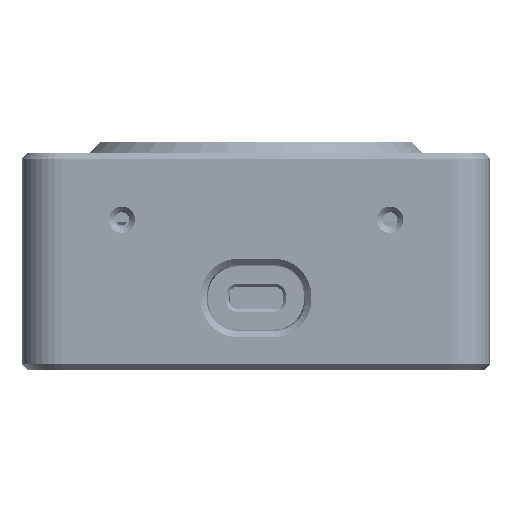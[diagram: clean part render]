
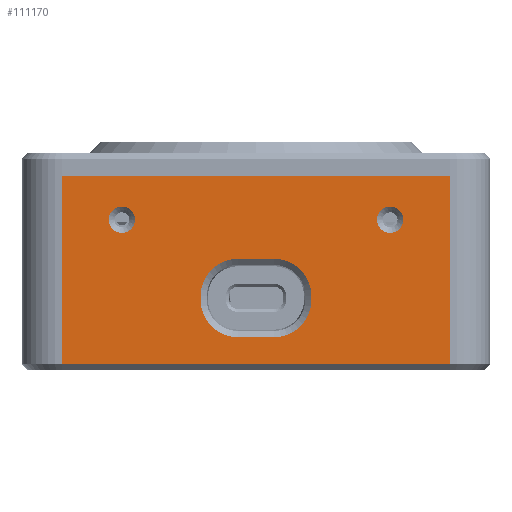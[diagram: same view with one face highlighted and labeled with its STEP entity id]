
A CAD part, front view. The second image highlights one B-rep face of the part: STEP entity #111170.
In plain terms, the highlighted planar face has unit normal (0, -1, 0).
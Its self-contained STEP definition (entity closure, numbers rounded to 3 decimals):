
#6182=FACE_BOUND('',#17247,.T.);
#6183=FACE_BOUND('',#17248,.T.);
#6184=FACE_BOUND('',#17249,.T.);
#7418=CIRCLE('',#119235,6.507);
#7419=CIRCLE('',#119238,6.507);
#7421=CIRCLE('',#119242,6.507);
#7423=CIRCLE('',#119246,6.507);
#7424=CIRCLE('',#119250,2.3);
#7425=CIRCLE('',#119251,2.3);
#10839=FACE_OUTER_BOUND('',#17246,.T.);
#17246=EDGE_LOOP('',(#77312,#77313,#77314,#77315));
#17247=EDGE_LOOP('',(#77316));
#17248=EDGE_LOOP('',(#77317));
#17249=EDGE_LOOP('',(#77318,#77319,#77320,#77321,#77322,#77323,#77324,#77325));
#25107=LINE('',#165164,#36825);
#25110=LINE('',#165173,#36828);
#25114=LINE('',#165183,#36832);
#25117=LINE('',#165192,#36835);
#25120=LINE('',#165203,#36838);
#25121=LINE('',#165205,#36839);
#25122=LINE('',#165207,#36840);
#25123=LINE('',#165208,#36841);
#36825=VECTOR('',#130816,10.);
#36828=VECTOR('',#130827,10.);
#36832=VECTOR('',#130837,10.);
#36835=VECTOR('',#130848,10.);
#36838=VECTOR('',#130863,10.);
#36839=VECTOR('',#130864,10.);
#36840=VECTOR('',#130865,10.);
#36841=VECTOR('',#130866,10.);
#48481=VERTEX_POINT('',#165157);
#48484=VERTEX_POINT('',#165162);
#48485=VERTEX_POINT('',#165166);
#48486=VERTEX_POINT('',#165171);
#48487=VERTEX_POINT('',#165175);
#48488=VERTEX_POINT('',#165179);
#48490=VERTEX_POINT('',#165185);
#48491=VERTEX_POINT('',#165190);
#48492=VERTEX_POINT('',#165201);
#48493=VERTEX_POINT('',#165202);
#48494=VERTEX_POINT('',#165204);
#48495=VERTEX_POINT('',#165206);
#48496=VERTEX_POINT('',#165209);
#48497=VERTEX_POINT('',#165211);
#59504=EDGE_CURVE('',#48484,#48481,#25107,.T.);
#59507=EDGE_CURVE('',#48481,#48485,#7418,.T.);
#59509=EDGE_CURVE('',#48485,#48486,#25110,.T.);
#59511=EDGE_CURVE('',#48486,#48487,#7419,.T.);
#59514=EDGE_CURVE('',#48487,#48488,#25114,.T.);
#59517=EDGE_CURVE('',#48488,#48490,#7421,.T.);
#59519=EDGE_CURVE('',#48490,#48491,#25117,.T.);
#59521=EDGE_CURVE('',#48491,#48484,#7423,.T.);
#59524=EDGE_CURVE('',#48492,#48493,#25120,.T.);
#59525=EDGE_CURVE('',#48492,#48494,#25121,.T.);
#59526=EDGE_CURVE('',#48495,#48494,#25122,.T.);
#59527=EDGE_CURVE('',#48495,#48493,#25123,.T.);
#59528=EDGE_CURVE('',#48496,#48496,#7424,.T.);
#59529=EDGE_CURVE('',#48497,#48497,#7425,.T.);
#77312=ORIENTED_EDGE('',*,*,#59524,.F.);
#77313=ORIENTED_EDGE('',*,*,#59525,.T.);
#77314=ORIENTED_EDGE('',*,*,#59526,.F.);
#77315=ORIENTED_EDGE('',*,*,#59527,.T.);
#77316=ORIENTED_EDGE('',*,*,#59528,.F.);
#77317=ORIENTED_EDGE('',*,*,#59529,.F.);
#77318=ORIENTED_EDGE('',*,*,#59504,.F.);
#77319=ORIENTED_EDGE('',*,*,#59521,.F.);
#77320=ORIENTED_EDGE('',*,*,#59519,.F.);
#77321=ORIENTED_EDGE('',*,*,#59517,.F.);
#77322=ORIENTED_EDGE('',*,*,#59514,.F.);
#77323=ORIENTED_EDGE('',*,*,#59511,.F.);
#77324=ORIENTED_EDGE('',*,*,#59509,.F.);
#77325=ORIENTED_EDGE('',*,*,#59507,.F.);
#106912=PLANE('',#119249);
#111170=ADVANCED_FACE('',(#10839,#6182,#6183,#6184),#106912,.T.);
#119235=AXIS2_PLACEMENT_3D('',#165169,#130822,#130823);
#119238=AXIS2_PLACEMENT_3D('',#165177,#130831,#130832);
#119242=AXIS2_PLACEMENT_3D('',#165188,#130843,#130844);
#119246=AXIS2_PLACEMENT_3D('',#165195,#130853,#130854);
#119249=AXIS2_PLACEMENT_3D('',#165200,#130861,#130862);
#119250=AXIS2_PLACEMENT_3D('',#165210,#130867,#130868);
#119251=AXIS2_PLACEMENT_3D('',#165212,#130869,#130870);
#130816=DIRECTION('',(-1.,0.,0.));
#130822=DIRECTION('center_axis',(0.,-1.,0.));
#130823=DIRECTION('ref_axis',(0.,0.,
1.));
#130827=DIRECTION('',(0.,0.,-1.));
#130831=DIRECTION('center_axis',(0.,-1.,0.));
#130832=DIRECTION('ref_axis',(-1.,0.,0.));
#130837=DIRECTION('',(1.,0.,0.));
#130843=DIRECTION('center_axis',(0.,-1.,0.));
#130844=DIRECTION('ref_axis',(0.,0.,
-1.));
#130848=DIRECTION('',(0.,0.,1.));
#130853=DIRECTION('center_axis',(0.,-1.,0.));
#130854=DIRECTION('ref_axis',(1.,0.,0.));
#130861=DIRECTION('center_axis',(0.,-1.,0.));
#130862=DIRECTION('ref_axis',(1.,0.,0.));
#130863=DIRECTION('',(-1.,0.,0.));
#130864=DIRECTION('',(0.,0.,1.));
#130865=DIRECTION('',(1.,0.,0.));
#130866=DIRECTION('',(0.,0.,-1.));
#130867=DIRECTION('center_axis',(0.,-1.,0.));
#130868=DIRECTION('ref_axis',(1.,0.,0.));
#130869=DIRECTION('center_axis',(0.,-1.,0.));
#130870=DIRECTION('ref_axis',(1.,0.,0.));
#165157=CARTESIAN_POINT('',(-2.2,-116.,13.507));
#165162=CARTESIAN_POINT('',(4.2,-116.,13.507));
#165164=CARTESIAN_POINT('',(-17.6,-116.,13.507));
#165166=CARTESIAN_POINT('',(-8.707,-116.,7.));
#165169=CARTESIAN_POINT('Origin',(-2.2,-116.,7.));
#165171=CARTESIAN_POINT('',(-8.707,-116.,6.3));
#165173=CARTESIAN_POINT('',(-8.707,-116.,3.15));
#165175=CARTESIAN_POINT('',(-2.2,-116.,-0.207));
#165177=CARTESIAN_POINT('Origin',(-2.2,-116.,6.3));
#165179=CARTESIAN_POINT('',(4.2,-116.,-0.207));
#165183=CARTESIAN_POINT('',(-14.4,-116.,-0.207));
#165185=CARTESIAN_POINT('',(10.707,-116.,6.3));
#165188=CARTESIAN_POINT('Origin',(4.2,-116.,6.3));
#165190=CARTESIAN_POINT('',(10.707,-116.,7.));
#165192=CARTESIAN_POINT('',(10.707,-116.,3.5));
#165195=CARTESIAN_POINT('Origin',(4.2,-116.,7.));
#165200=CARTESIAN_POINT('Origin',(-33.,-116.,0.));
#165201=CARTESIAN_POINT('',(35.,-116.,-5.));
#165202=CARTESIAN_POINT('',(-33.,-116.,-5.));
#165203=CARTESIAN_POINT('',(-16.,-116.,-5.));
#165204=CARTESIAN_POINT('',(35.,-116.,28.));
#165205=CARTESIAN_POINT('',(35.,-116.,0.));
#165206=CARTESIAN_POINT('',(-33.,-116.,28.));
#165207=CARTESIAN_POINT('',(-16.,-116.,28.));
#165208=CARTESIAN_POINT('',(-33.,-116.,3.));
#165209=CARTESIAN_POINT('',(-24.8,-116.,20.35));
#165210=CARTESIAN_POINT('Origin',(-22.5,-116.,20.35));
#165211=CARTESIAN_POINT('',(22.2,-116.,20.35));
#165212=CARTESIAN_POINT('Origin',(24.5,-116.,20.35));
